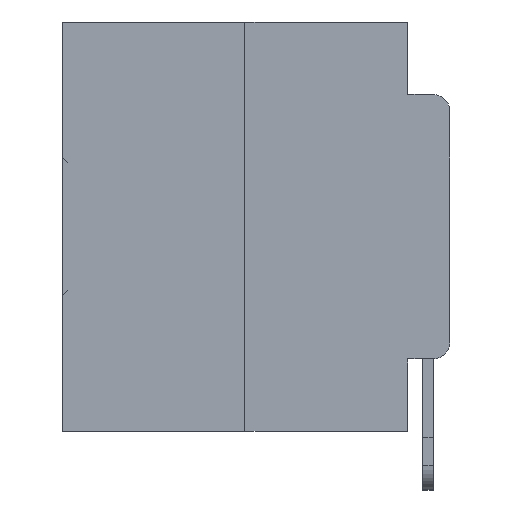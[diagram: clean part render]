
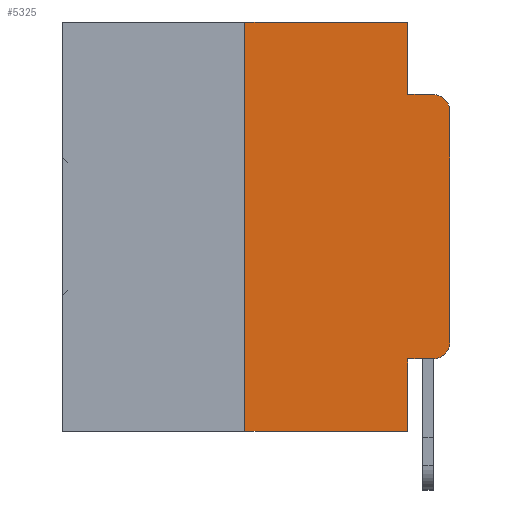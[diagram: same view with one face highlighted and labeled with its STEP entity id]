
A CAD part, left-side view. The second image highlights one B-rep face of the part: STEP entity #5325.
In plain terms, the highlighted planar face has unit normal (-1, 0, 0).
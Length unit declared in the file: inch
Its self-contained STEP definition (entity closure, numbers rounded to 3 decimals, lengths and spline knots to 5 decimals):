
#307 = DIRECTION ( 'NONE',  ( 0., 0., 1. ) ) ;
#531 = CARTESIAN_POINT ( 'NONE',  ( 0., 0., -0.1085 ) ) ;
#898 = DIRECTION ( 'NONE',  ( 1., 0., 0. ) ) ;
#1051 = DIRECTION ( 'NONE',  ( 0., 0., -1. ) ) ;
#2999 = DIRECTION ( 'NONE',  ( 0., 0., -1. ) ) ;
#3126 = AXIS2_PLACEMENT_3D ( 'NONE', #19226, #898, #19326 ) ;
#3171 = VECTOR ( 'NONE', #4146, 39.37008 ) ;
#3502 = ORIENTED_EDGE ( 'NONE', *, *, #24343, .F. ) ;
#3943 = VERTEX_POINT ( 'NONE', #28127 ) ;
#4025 = CARTESIAN_POINT ( 'NONE',  ( 0., 0.051, -0.0885 ) ) ;
#4146 = DIRECTION ( 'NONE',  ( 0., -1., 0. ) ) ;
#5325 = ADVANCED_FACE ( 'NONE', ( #9649 ), #26716, .F. ) ;
#5541 = CARTESIAN_POINT ( 'NONE',  ( 0., 0.25, -0.5 ) ) ;
#5714 = VERTEX_POINT ( 'NONE', #5541 ) ;
#5733 = ORIENTED_EDGE ( 'NONE', *, *, #10652, .T. ) ;
#5751 = CARTESIAN_POINT ( 'NONE',  ( 0., 0.02, -0.4115 ) ) ;
#5756 = CARTESIAN_POINT ( 'NONE',  ( 0., 0.051, 0. ) ) ;
#5766 = ORIENTED_EDGE ( 'NONE', *, *, #26955, .F. ) ;
#6301 = LINE ( 'NONE', #15055, #25794 ) ;
#6434 = VERTEX_POINT ( 'NONE', #19904 ) ;
#7048 = ORIENTED_EDGE ( 'NONE', *, *, #8852, .T. ) ;
#8184 = EDGE_CURVE ( 'NONE', #5714, #13514, #22006, .T. ) ;
#8320 = DIRECTION ( 'NONE',  ( 0., -1., 0. ) ) ;
#8852 = EDGE_CURVE ( 'NONE', #31126, #27532, #12544, .T. ) ;
#9649 = FACE_OUTER_BOUND ( 'NONE', #23398, .T. ) ;
#10329 = CARTESIAN_POINT ( 'NONE',  ( 0., 0., -0.3915 ) ) ;
#10652 = EDGE_CURVE ( 'NONE', #3943, #17936, #32116, .T. ) ;
#11465 = EDGE_CURVE ( 'NONE', #29424, #31126, #13506, .T. ) ;
#11653 = VECTOR ( 'NONE', #25008, 39.37008 ) ;
#12544 = CIRCLE ( 'NONE', #31467, 0.02 ) ;
#12665 = CARTESIAN_POINT ( 'NONE',  ( 0., 0.051, -0.4115 ) ) ;
#12771 = DIRECTION ( 'NONE',  ( 0., -1., 0. ) ) ;
#13102 = DIRECTION ( 'NONE',  ( -1., 0., 0. ) ) ;
#13198 = AXIS2_PLACEMENT_3D ( 'NONE', #28010, #13102, #30436 ) ;
#13506 = LINE ( 'NONE', #13790, #19372 ) ;
#13514 = VERTEX_POINT ( 'NONE', #14208 ) ;
#13790 = CARTESIAN_POINT ( 'NONE',  ( 0., 0., 0. ) ) ;
#14208 = CARTESIAN_POINT ( 'NONE',  ( 0., 0.051, -0.5 ) ) ;
#14294 = ORIENTED_EDGE ( 'NONE', *, *, #8184, .T. ) ;
#15055 = CARTESIAN_POINT ( 'NONE',  ( 0., 0.051, 0. ) ) ;
#16070 = VECTOR ( 'NONE', #25401, 39.37008 ) ;
#16098 = VECTOR ( 'NONE', #2999, 39.37008 ) ;
#16105 = CIRCLE ( 'NONE', #13198, 0.02 ) ;
#16996 = DIRECTION ( 'NONE',  ( -1., 0., 0. ) ) ;
#17039 = ORIENTED_EDGE ( 'NONE', *, *, #11465, .T. ) ;
#17493 = CARTESIAN_POINT ( 'NONE',  ( 0., 0.051, 0. ) ) ;
#17523 = DIRECTION ( 'NONE',  ( 0., 0., -1. ) ) ;
#17936 = VERTEX_POINT ( 'NONE', #5751 ) ;
#19063 = VECTOR ( 'NONE', #12771, 39.37008 ) ;
#19226 = CARTESIAN_POINT ( 'NONE',  ( 0., 0.473, 0. ) ) ;
#19326 = DIRECTION ( 'NONE',  ( 0., 0., -1. ) ) ;
#19372 = VECTOR ( 'NONE', #307, 39.37008 ) ;
#19675 = EDGE_CURVE ( 'NONE', #17936, #29424, #16105, .T. ) ;
#19904 = CARTESIAN_POINT ( 'NONE',  ( 0., 0.051, -0.0885 ) ) ;
#20177 = EDGE_CURVE ( 'NONE', #21473, #27062, #22692, .T. ) ;
#20915 = ORIENTED_EDGE ( 'NONE', *, *, #23661, .F. ) ;
#21473 = VERTEX_POINT ( 'NONE', #21498 ) ;
#21498 = CARTESIAN_POINT ( 'NONE',  ( 0., 0.25, 0. ) ) ;
#21674 = CARTESIAN_POINT ( 'NONE',  ( 0., 0.02, -0.0885 ) ) ;
#22006 = LINE ( 'NONE', #25998, #27828 ) ;
#22692 = LINE ( 'NONE', #22852, #16070 ) ;
#22721 = LINE ( 'NONE', #5756, #16098 ) ;
#22852 = CARTESIAN_POINT ( 'NONE',  ( 0., 0.473, 0. ) ) ;
#23398 = EDGE_LOOP ( 'NONE', ( #17039, #7048, #5766, #20915, #24452, #3502, #14294, #30569, #5733, #27160 ) ) ;
#23661 = EDGE_CURVE ( 'NONE', #27062, #6434, #6301, .T. ) ;
#24343 = EDGE_CURVE ( 'NONE', #5714, #21473, #30679, .T. ) ;
#24452 = ORIENTED_EDGE ( 'NONE', *, *, #20177, .F. ) ;
#25008 = DIRECTION ( 'NONE',  ( 0., 0., 1. ) ) ;
#25287 = EDGE_CURVE ( 'NONE', #3943, #13514, #22721, .T. ) ;
#25401 = DIRECTION ( 'NONE',  ( 0., -1., 0. ) ) ;
#25794 = VECTOR ( 'NONE', #17523, 39.37008 ) ;
#25998 = CARTESIAN_POINT ( 'NONE',  ( 0., 0.473, -0.5 ) ) ;
#26716 = PLANE ( 'NONE',  #3126 ) ;
#26955 = EDGE_CURVE ( 'NONE', #6434, #27532, #30242, .T. ) ;
#27062 = VERTEX_POINT ( 'NONE', #17493 ) ;
#27160 = ORIENTED_EDGE ( 'NONE', *, *, #19675, .T. ) ;
#27489 = CARTESIAN_POINT ( 'NONE',  ( 0., 0.25, 0. ) ) ;
#27532 = VERTEX_POINT ( 'NONE', #21674 ) ;
#27828 = VECTOR ( 'NONE', #8320, 39.37008 ) ;
#28010 = CARTESIAN_POINT ( 'NONE',  ( 0., 0.02, -0.3915 ) ) ;
#28127 = CARTESIAN_POINT ( 'NONE',  ( 0., 0.051, -0.4115 ) ) ;
#29424 = VERTEX_POINT ( 'NONE', #10329 ) ;
#30242 = LINE ( 'NONE', #4025, #3171 ) ;
#30436 = DIRECTION ( 'NONE',  ( 0., 0., -1. ) ) ;
#30569 = ORIENTED_EDGE ( 'NONE', *, *, #25287, .F. ) ;
#30679 = LINE ( 'NONE', #27489, #11653 ) ;
#31126 = VERTEX_POINT ( 'NONE', #531 ) ;
#31467 = AXIS2_PLACEMENT_3D ( 'NONE', #31694, #16996, #1051 ) ;
#31694 = CARTESIAN_POINT ( 'NONE',  ( 0., 0.02, -0.1085 ) ) ;
#32116 = LINE ( 'NONE', #12665, #19063 ) ;
